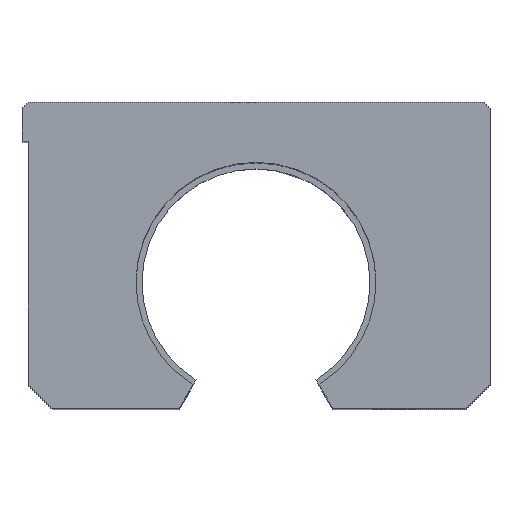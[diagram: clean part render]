
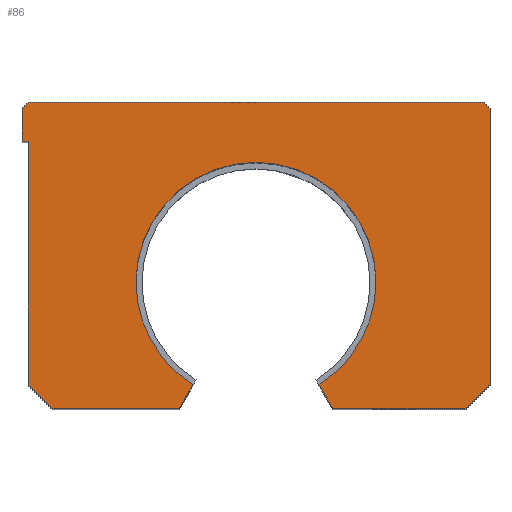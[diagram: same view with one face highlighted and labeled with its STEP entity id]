
A CAD part, top view. The second image highlights one B-rep face of the part: STEP entity #86.
In plain terms, the highlighted planar face has unit normal (0, 0, 1).
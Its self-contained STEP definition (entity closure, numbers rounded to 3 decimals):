
#86 = ADVANCED_FACE( '', ( #209 ), #210, .T. );
#209 = FACE_OUTER_BOUND( '', #380, .T. );
#210 = PLANE( '', #381 );
#380 = EDGE_LOOP( '', ( #575, #576, #577, #578, #579, #580, #581, #582, #583, #584, #585, #586, #587, #588 ) );
#381 = AXIS2_PLACEMENT_3D( '', #589, #590, #591 );
#575 = ORIENTED_EDGE( '', *, *, #945, .T. );
#576 = ORIENTED_EDGE( '', *, *, #946, .F. );
#577 = ORIENTED_EDGE( '', *, *, #947, .T. );
#578 = ORIENTED_EDGE( '', *, *, #948, .T. );
#579 = ORIENTED_EDGE( '', *, *, #949, .T. );
#580 = ORIENTED_EDGE( '', *, *, #950, .T. );
#581 = ORIENTED_EDGE( '', *, *, #923, .T. );
#582 = ORIENTED_EDGE( '', *, *, #951, .T. );
#583 = ORIENTED_EDGE( '', *, *, #952, .T. );
#584 = ORIENTED_EDGE( '', *, *, #953, .T. );
#585 = ORIENTED_EDGE( '', *, *, #954, .T. );
#586 = ORIENTED_EDGE( '', *, *, #955, .T. );
#587 = ORIENTED_EDGE( '', *, *, #956, .T. );
#588 = ORIENTED_EDGE( '', *, *, #957, .F. );
#589 = CARTESIAN_POINT( '', ( 0., 0., 130. ) );
#590 = DIRECTION( '', ( 0., 0., 1. ) );
#591 = DIRECTION( '', ( 1., 0., 0. ) );
#923 = EDGE_CURVE( '', #1086, #1084, #1087, .T. );
#945 = EDGE_CURVE( '', #1124, #1125, #1126, .T. );
#946 = EDGE_CURVE( '', #1127, #1125, #1128, .T. );
#947 = EDGE_CURVE( '', #1127, #1129, #1130, .T. );
#948 = EDGE_CURVE( '', #1129, #1131, #1132, .T. );
#949 = EDGE_CURVE( '', #1131, #1133, #1134, .T. );
#950 = EDGE_CURVE( '', #1133, #1086, #1135, .T. );
#951 = EDGE_CURVE( '', #1084, #1136, #1137, .T. );
#952 = EDGE_CURVE( '', #1136, #1138, #1139, .T. );
#953 = EDGE_CURVE( '', #1138, #1140, #1141, .T. );
#954 = EDGE_CURVE( '', #1140, #1142, #1143, .T. );
#955 = EDGE_CURVE( '', #1142, #1144, #1145, .T. );
#956 = EDGE_CURVE( '', #1144, #1146, #1147, .T. );
#957 = EDGE_CURVE( '', #1124, #1146, #1148, .T. );
#1084 = VERTEX_POINT( '', #1368 );
#1086 = VERTEX_POINT( '', #1371 );
#1087 = LINE( '', #1372, #1373 );
#1124 = VERTEX_POINT( '', #1421 );
#1125 = VERTEX_POINT( '', #1422 );
#1126 = CIRCLE( '', #1423, 20. );
#1127 = VERTEX_POINT( '', #1424 );
#1128 = LINE( '', #1425, #1426 );
#1129 = VERTEX_POINT( '', #1427 );
#1130 = LINE( '', #1428, #1429 );
#1131 = VERTEX_POINT( '', #1430 );
#1132 = LINE( '', #1431, #1432 );
#1133 = VERTEX_POINT( '', #1433 );
#1134 = LINE( '', #1434, #1435 );
#1135 = LINE( '', #1436, #1437 );
#1136 = VERTEX_POINT( '', #1438 );
#1137 = LINE( '', #1439, #1440 );
#1138 = VERTEX_POINT( '', #1441 );
#1139 = LINE( '', #1442, #1443 );
#1140 = VERTEX_POINT( '', #1444 );
#1141 = LINE( '', #1445, #1446 );
#1142 = VERTEX_POINT( '', #1447 );
#1143 = LINE( '', #1448, #1449 );
#1144 = VERTEX_POINT( '', #1450 );
#1145 = LINE( '', #1451, #1452 );
#1146 = VERTEX_POINT( '', #1453 );
#1147 = LINE( '', #1454, #1455 );
#1148 = LINE( '', #1456, #1457 );
#1368 = CARTESIAN_POINT( '', ( -38., 51., 130. ) );
#1371 = CARTESIAN_POINT( '', ( 38., 51., 130. ) );
#1372 = CARTESIAN_POINT( '', ( 38., 51., 130. ) );
#1373 = VECTOR( '', #1776, 1000. );
#1421 = CARTESIAN_POINT( '', ( -10.5, 3.978, 130. ) );
#1422 = CARTESIAN_POINT( '', ( 10.5, 3.978, 130. ) );
#1423 = AXIS2_PLACEMENT_3D( '', #1803, #1804, #1805 );
#1424 = CARTESIAN_POINT( '', ( 12.797, 0., 130. ) );
#1425 = CARTESIAN_POINT( '', ( 13.374, -1., 130. ) );
#1426 = VECTOR( '', #1806, 1000. );
#1427 = CARTESIAN_POINT( '', ( 35., 0., 130. ) );
#1428 = CARTESIAN_POINT( '', ( -34., 0., 130. ) );
#1429 = VECTOR( '', #1807, 1000. );
#1430 = CARTESIAN_POINT( '', ( 39., 4., 130. ) );
#1431 = CARTESIAN_POINT( '', ( 35., 0., 130. ) );
#1432 = VECTOR( '', #1808, 1000. );
#1433 = CARTESIAN_POINT( '', ( 39., 50., 130. ) );
#1434 = CARTESIAN_POINT( '', ( 39., 4., 130. ) );
#1435 = VECTOR( '', #1809, 1000. );
#1436 = CARTESIAN_POINT( '', ( 39., 50., 130. ) );
#1437 = VECTOR( '', #1810, 1000. );
#1438 = CARTESIAN_POINT( '', ( -39., 50., 130. ) );
#1439 = CARTESIAN_POINT( '', ( -38., 51., 130. ) );
#1440 = VECTOR( '', #1811, 1000. );
#1441 = CARTESIAN_POINT( '', ( -39., 44.5, 130. ) );
#1442 = CARTESIAN_POINT( '', ( -39., 50., 130. ) );
#1443 = VECTOR( '', #1812, 1000. );
#1444 = CARTESIAN_POINT( '', ( -38., 44.5, 130. ) );
#1445 = CARTESIAN_POINT( '', ( -39., 44.5, 130. ) );
#1446 = VECTOR( '', #1813, 1000. );
#1447 = CARTESIAN_POINT( '', ( -38., 4., 130. ) );
#1448 = CARTESIAN_POINT( '', ( -38., 44.5, 130. ) );
#1449 = VECTOR( '', #1814, 1000. );
#1450 = CARTESIAN_POINT( '', ( -34., 0., 130. ) );
#1451 = CARTESIAN_POINT( '', ( -38., 4., 130. ) );
#1452 = VECTOR( '', #1815, 1000. );
#1453 = CARTESIAN_POINT( '', ( -12.797, 0., 130. ) );
#1454 = CARTESIAN_POINT( '', ( -34., 0., 130. ) );
#1455 = VECTOR( '', #1816, 1000. );
#1456 = CARTESIAN_POINT( '', ( 0., 22.164, 130. ) );
#1457 = VECTOR( '', #1817, 1000. );
#1776 = DIRECTION( '', ( -1., 0., 0. ) );
#1803 = CARTESIAN_POINT( '', ( 0., 21., 130. ) );
#1804 = DIRECTION( '', ( 0., 0., -1. ) );
#1805 = DIRECTION( '', ( -1., 0., 0. ) );
#1806 = DIRECTION( '', ( -0.5, 0.866, 0. ) );
#1807 = DIRECTION( '', ( 1., 0., 0. ) );
#1808 = DIRECTION( '', ( 0.707, 0.707, 0. ) );
#1809 = DIRECTION( '', ( 0., 1., 0. ) );
#1810 = DIRECTION( '', ( -0.707, 0.707, 0. ) );
#1811 = DIRECTION( '', ( -0.707, -0.707, 0. ) );
#1812 = DIRECTION( '', ( 0., -1., 0. ) );
#1813 = DIRECTION( '', ( 1., 0., 0. ) );
#1814 = DIRECTION( '', ( 0., -1., 0. ) );
#1815 = DIRECTION( '', ( 0.707, -0.707, 0. ) );
#1816 = DIRECTION( '', ( 1., 0., 0. ) );
#1817 = DIRECTION( '', ( -0.5, -0.866, 0. ) );
